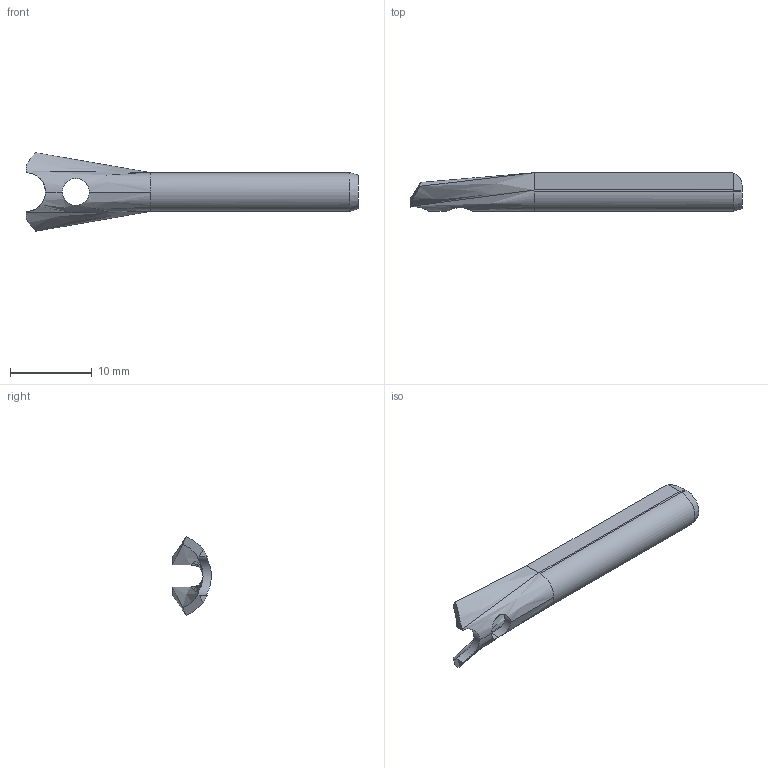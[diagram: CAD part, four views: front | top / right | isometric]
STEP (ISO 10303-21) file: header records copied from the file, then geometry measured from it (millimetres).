
FILE_DESCRIPTION (( 'STEP AP203' ), '1' );
FILE_NAME ('14074.STEP', '2015-02-23T18:18:30', ( '' ), ( '' ), 'SwSTEP 2.0', 'SolidWorks 2014', '' );
FILE_SCHEMA (( 'CONFIG_CONTROL_DESIGN' ));
Length unit declared in the file: inch
Products named in the file (1): 14074
Bounding box: 40.64 x 4.73 x 9.61 mm (x, y, z)
Volume: 400.2 mm3; surface area: 921.7 mm2
Topology: 1 solids, 1 shells, 37 faces, 99 edges, 62 vertices
Faces by surface type: bspline 12, cylinder 11, plane 11, cone 3
Entity records: 1553 total; most frequent: CARTESIAN_POINT 653, ORIENTED_EDGE 198, DIRECTION 132, EDGE_CURVE 99, VERTEX_POINT 62, VECTOR 46, LINE 46, AXIS2_PLACEMENT_3D 43
